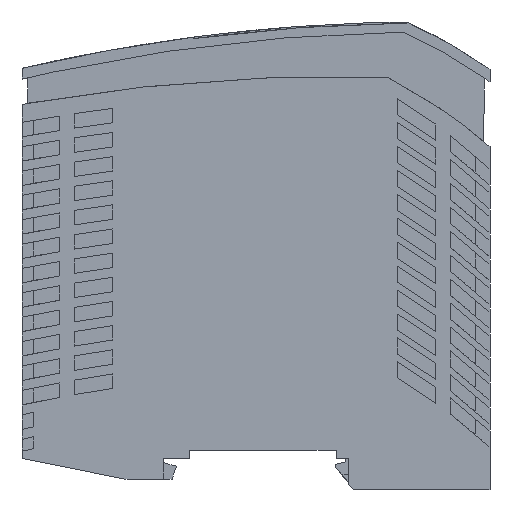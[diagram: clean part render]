
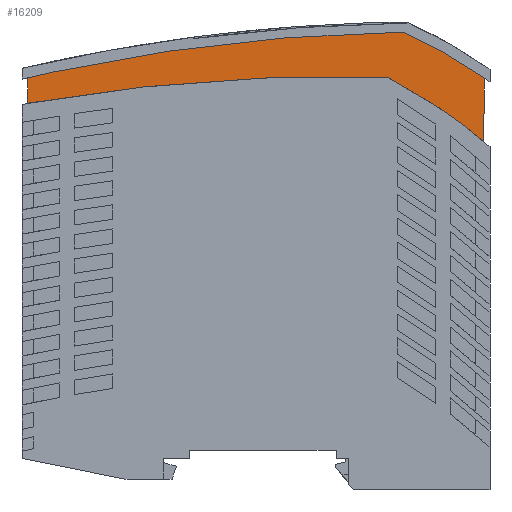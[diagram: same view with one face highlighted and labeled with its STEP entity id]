
A CAD part, left-side view. The second image highlights one B-rep face of the part: STEP entity #16209.
In plain terms, the highlighted free-form (B-spline) face has degree [1, 1] with [2, 2] control points.
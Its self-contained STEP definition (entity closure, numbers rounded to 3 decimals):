
#443 = VERTEX_POINT('',#444);
#444 = CARTESIAN_POINT('',(1.287,1.544,101.985
    ));
#451 = EDGE_CURVE('',#452,#443,#454,.T.);
#452 = VERTEX_POINT('',#453);
#453 = CARTESIAN_POINT('',(1.287,21.379,113.223
    ));
#454 = ( BOUNDED_CURVE() B_SPLINE_CURVE(2,(#455,#456,#457),
.UNSPECIFIED.,.F.,.F.) B_SPLINE_CURVE_WITH_KNOTS((3,3),(0.425,
0.606),.PIECEWISE_BEZIER_KNOTS.) CURVE() 
GEOMETRIC_REPRESENTATION_ITEM() RATIONAL_B_SPLINE_CURVE((1.,
0.996,1.)) REPRESENTATION_ITEM('') );
#455 = CARTESIAN_POINT('',(1.287,21.379,113.223
    ));
#456 = CARTESIAN_POINT('',(1.287,10.951,108.504
    ));
#457 = CARTESIAN_POINT('',(1.287,1.544,101.985
    ));
#711 = VERTEX_POINT('',#712);
#712 = CARTESIAN_POINT('',(1.287,1.408,101.889)
  );
#719 = EDGE_CURVE('',#711,#720,#722,.T.);
#720 = VERTEX_POINT('',#721);
#721 = CARTESIAN_POINT('',(1.287,1.545,86.161)
  );
#722 = B_SPLINE_CURVE_WITH_KNOTS('',1,(#723,#724),.UNSPECIFIED.,.F.,.F.,
  (2,2),(-79.218,-66.994),.PIECEWISE_BEZIER_KNOTS.);
#723 = CARTESIAN_POINT('',(1.287,1.408,101.889)
  );
#724 = CARTESIAN_POINT('',(1.287,1.545,86.161)
  );
#886 = EDGE_CURVE('',#887,#720,#889,.T.);
#887 = VERTEX_POINT('',#888);
#888 = CARTESIAN_POINT('',(1.287,25.443,
    102.053));
#889 = ( BOUNDED_CURVE() B_SPLINE_CURVE(2,(#890,#891,#892),
.UNSPECIFIED.,.F.,.F.) B_SPLINE_CURVE_WITH_KNOTS((3,3),(0.,
0.227),.PIECEWISE_BEZIER_KNOTS.) CURVE() 
GEOMETRIC_REPRESENTATION_ITEM() RATIONAL_B_SPLINE_CURVE((1.,
0.994,1.)) REPRESENTATION_ITEM('') );
#890 = CARTESIAN_POINT('',(1.287,25.443,
    102.053));
#891 = CARTESIAN_POINT('',(1.287,12.589,
    95.468));
#892 = CARTESIAN_POINT('',(1.287,1.545,86.161)
  );
#3781 = EDGE_CURVE('',#443,#711,#3782,.T.);
#3782 = B_SPLINE_CURVE_WITH_KNOTS('',1,(#3783,#3784),.UNSPECIFIED.,.F.,
  .F.,(2,2),(53.523,53.652),.PIECEWISE_BEZIER_KNOTS.);
#3783 = CARTESIAN_POINT('',(1.287,1.544,101.985
    ));
#3784 = CARTESIAN_POINT('',(1.287,1.408,101.889)
  );
#8637 = VERTEX_POINT('',#8638);
#8638 = CARTESIAN_POINT('',(1.287,114.396,
    101.908));
#8645 = VERTEX_POINT('',#8646);
#8646 = CARTESIAN_POINT('',(1.287,114.341,
    95.615));
#8651 = EDGE_CURVE('',#8645,#8637,#8652,.T.);
#8652 = B_SPLINE_CURVE_WITH_KNOTS('',1,(#8653,#8654),.UNSPECIFIED.,.F.,
  .F.,(2,2),(74.341,79.232),.PIECEWISE_BEZIER_KNOTS.);
#8653 = CARTESIAN_POINT('',(1.287,114.341,
    95.615));
#8654 = CARTESIAN_POINT('',(1.287,114.396,
    101.908));
#10238 = EDGE_CURVE('',#8645,#887,#10239,.T.);
#10239 = ( BOUNDED_CURVE() B_SPLINE_CURVE(2,(#10240,#10241,#10242),
.UNSPECIFIED.,.F.,.F.) B_SPLINE_CURVE_WITH_KNOTS((3,3),(
0.,0.2),.PIECEWISE_BEZIER_KNOTS.) CURVE() 
GEOMETRIC_REPRESENTATION_ITEM() RATIONAL_B_SPLINE_CURVE((1.,
0.995,1.)) REPRESENTATION_ITEM('') );
#10240 = CARTESIAN_POINT('',(1.287,114.341,
    95.615));
#10241 = CARTESIAN_POINT('',(1.287,70.214,
    103.279));
#10242 = CARTESIAN_POINT('',(1.287,25.443,
    102.053));
#13277 = EDGE_CURVE('',#13278,#8637,#13280,.T.);
#13278 = VERTEX_POINT('',#13279);
#13279 = CARTESIAN_POINT('',(1.287,108.367,
    103.305));
#13280 = B_SPLINE_CURVE_WITH_KNOTS('',1,(#13281,#13282),.UNSPECIFIED.,
  .F.,.F.,(2,2),(40.256,45.066),
  .PIECEWISE_BEZIER_KNOTS.);
#13281 = CARTESIAN_POINT('',(1.287,108.367,
    103.305));
#13282 = CARTESIAN_POINT('',(1.287,114.396,
    101.908));
#16195 = EDGE_CURVE('',#13278,#452,#16196,.T.);
#16196 = ( BOUNDED_CURVE() B_SPLINE_CURVE(2,(#16197,#16198,#16199),
.UNSPECIFIED.,.F.,.F.) B_SPLINE_CURVE_WITH_KNOTS((3,3),(6.072,
6.268),.PIECEWISE_BEZIER_KNOTS.) CURVE() 
GEOMETRIC_REPRESENTATION_ITEM() RATIONAL_B_SPLINE_CURVE((1.,
0.995,1.)) REPRESENTATION_ITEM('') );
#16197 = CARTESIAN_POINT('',(1.287,108.367,
    103.305));
#16198 = CARTESIAN_POINT('',(1.287,65.36,
    112.536));
#16199 = CARTESIAN_POINT('',(1.287,21.379,
    113.223));
#16209 = ADVANCED_FACE('',(#16210),#16220,.T.);
#16210 = FACE_BOUND('',#16211,.T.);
#16211 = EDGE_LOOP('',(#16212,#16213,#16214,#16215,#16216,#16217,#16218,
    #16219));
#16212 = ORIENTED_EDGE('',*,*,#8651,.F.);
#16213 = ORIENTED_EDGE('',*,*,#10238,.T.);
#16214 = ORIENTED_EDGE('',*,*,#886,.T.);
#16215 = ORIENTED_EDGE('',*,*,#719,.F.);
#16216 = ORIENTED_EDGE('',*,*,#3781,.F.);
#16217 = ORIENTED_EDGE('',*,*,#451,.F.);
#16218 = ORIENTED_EDGE('',*,*,#16195,.F.);
#16219 = ORIENTED_EDGE('',*,*,#13277,.T.);
#16220 = B_SPLINE_SURFACE_WITH_KNOTS('',1,1,(
    (#16221,#16222)
    ,(#16223,#16224
    )),.UNSPECIFIED.,.F.,.F.,.F.,(2,2),(2,2),(-35.766,
    52.045),(-15.107,5.925),
  .PIECEWISE_BEZIER_KNOTS.);
#16221 = CARTESIAN_POINT('',(1.287,114.396,
    86.161));
#16222 = CARTESIAN_POINT('',(1.287,114.396,
    113.223));
#16223 = CARTESIAN_POINT('',(1.287,1.408,
    86.161));
#16224 = CARTESIAN_POINT('',(1.287,1.408,
    113.223));
